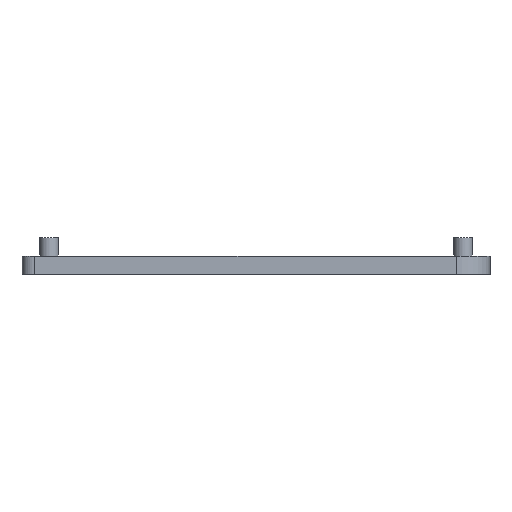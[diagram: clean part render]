
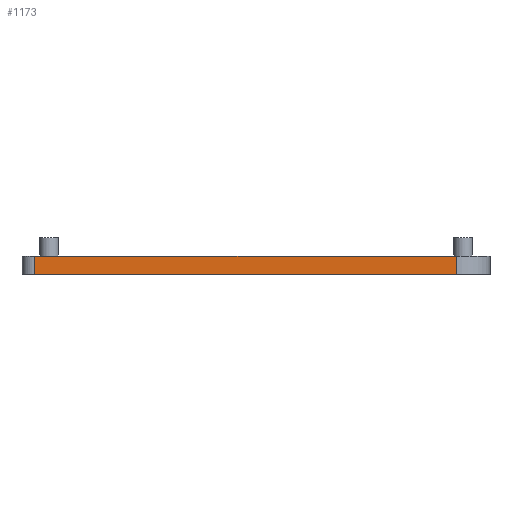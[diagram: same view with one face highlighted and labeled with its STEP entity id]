
A CAD part, front view. The second image highlights one B-rep face of the part: STEP entity #1173.
In plain terms, the highlighted planar face has unit normal (0, -1, 0).
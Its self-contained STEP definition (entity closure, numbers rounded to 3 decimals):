
#56=DIRECTION('',(1.,0.,0.));
#57=VECTOR('',#56,50.3);
#58=CARTESIAN_POINT('',(-8.4,0.,0.));
#59=LINE('',#58,#57);
#294=DIRECTION('',(1.,0.,0.));
#295=VECTOR('',#294,50.3);
#296=CARTESIAN_POINT('',(-8.4,0.,2.2));
#297=LINE('',#296,#295);
#441=DIRECTION('',(0.,0.,1.));
#442=VECTOR('',#441,2.2);
#443=CARTESIAN_POINT('',(41.9,0.,0.));
#444=LINE('',#443,#442);
#445=DIRECTION('',(0.,0.,1.));
#446=VECTOR('',#445,2.2);
#447=CARTESIAN_POINT('',(-8.4,0.,0.));
#448=LINE('',#447,#446);
#494=CARTESIAN_POINT('',(-8.4,0.,0.));
#496=VERTEX_POINT('',#494);
#497=CARTESIAN_POINT('',(41.9,0.,0.));
#498=VERTEX_POINT('',#497);
#534=CARTESIAN_POINT('',(-8.4,0.,2.2));
#536=VERTEX_POINT('',#534);
#537=CARTESIAN_POINT('',(41.9,0.,2.2));
#538=VERTEX_POINT('',#537);
#1161=CARTESIAN_POINT('',(-8.4,0.,0.));
#1162=DIRECTION('',(0.,-1.,0.));
#1163=DIRECTION('',(1.,0.,0.));
#1164=AXIS2_PLACEMENT_3D('',#1161,#1162,#1163);
#1165=PLANE('',#1164);
#1166=ORIENTED_EDGE('',*,*,#676,.F.);
#1168=ORIENTED_EDGE('',*,*,#1167,.T.);
#1169=ORIENTED_EDGE('',*,*,#884,.T.);
#1170=ORIENTED_EDGE('',*,*,#1154,.F.);
#1171=EDGE_LOOP('',(#1166,#1168,#1169,#1170));
#1172=FACE_OUTER_BOUND('',#1171,.F.);
#1173=ADVANCED_FACE('',(#1172),#1165,.T.);
#676=EDGE_CURVE('',#496,#498,#59,.T.);
#884=EDGE_CURVE('',#536,#538,#297,.T.);
#1154=EDGE_CURVE('',#498,#538,#444,.T.);
#1167=EDGE_CURVE('',#496,#536,#448,.T.);
